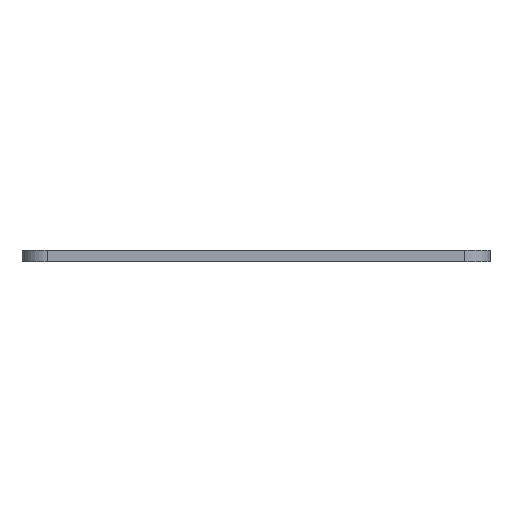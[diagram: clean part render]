
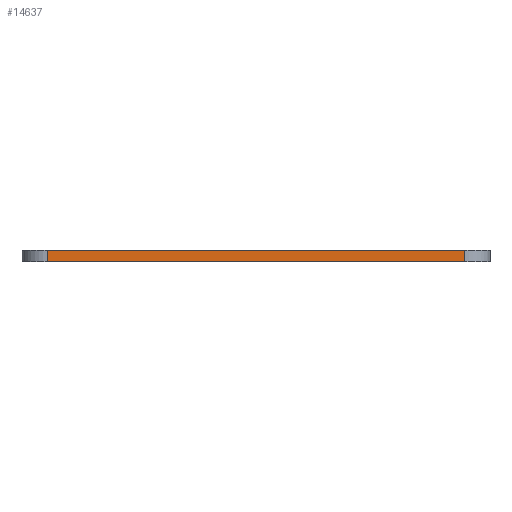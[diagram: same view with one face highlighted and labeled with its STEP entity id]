
A CAD part, front view. The second image highlights one B-rep face of the part: STEP entity #14637.
In plain terms, the highlighted planar face has unit normal (0, -1, 0).
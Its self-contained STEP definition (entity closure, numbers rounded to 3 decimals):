
#84 = PLANE('',#85);
#85 = AXIS2_PLACEMENT_3D('',#86,#87,#88);
#86 = CARTESIAN_POINT('',(207.,-70.498,1.6));
#87 = DIRECTION('',(0.,0.,1.));
#88 = DIRECTION('',(1.,0.,-0.));
#139 = PLANE('',#140);
#140 = AXIS2_PLACEMENT_3D('',#141,#142,#143);
#141 = CARTESIAN_POINT('',(207.,-70.498,0.));
#142 = DIRECTION('',(0.,0.,1.));
#143 = DIRECTION('',(1.,0.,-0.));
#172 = CYLINDRICAL_SURFACE('',#173,3.5);
#173 = AXIS2_PLACEMENT_3D('',#174,#175,#176);
#174 = CARTESIAN_POINT('',(236.,-94.996,0.));
#175 = DIRECTION('',(-0.,-0.,-1.));
#176 = DIRECTION('',(1.,0.,-0.));
#361 = VERTEX_POINT('',#362);
#362 = CARTESIAN_POINT('',(178.,-98.496,0.));
#377 = CYLINDRICAL_SURFACE('',#378,3.5);
#378 = AXIS2_PLACEMENT_3D('',#379,#380,#381);
#379 = CARTESIAN_POINT('',(178.,-94.996,0.));
#380 = DIRECTION('',(-0.,-0.,-1.));
#381 = DIRECTION('',(1.,0.,-0.));
#389 = EDGE_CURVE('',#361,#390,#392,.T.);
#390 = VERTEX_POINT('',#391);
#391 = CARTESIAN_POINT('',(236.,-98.496,0.));
#392 = SURFACE_CURVE('',#393,(#397,#404),.PCURVE_S1.);
#393 = LINE('',#394,#395);
#394 = CARTESIAN_POINT('',(178.,-98.496,0.));
#395 = VECTOR('',#396,1.);
#396 = DIRECTION('',(1.,0.,0.));
#397 = PCURVE('',#139,#398);
#398 = DEFINITIONAL_REPRESENTATION('',(#399),#403);
#399 = LINE('',#400,#401);
#400 = CARTESIAN_POINT('',(-29.,-27.998));
#401 = VECTOR('',#402,1.);
#402 = DIRECTION('',(1.,0.));
#403 = ( GEOMETRIC_REPRESENTATION_CONTEXT(2) 
PARAMETRIC_REPRESENTATION_CONTEXT() REPRESENTATION_CONTEXT('2D SPACE',''
  ) );
#404 = PCURVE('',#405,#410);
#405 = PLANE('',#406);
#406 = AXIS2_PLACEMENT_3D('',#407,#408,#409);
#407 = CARTESIAN_POINT('',(178.,-98.496,0.));
#408 = DIRECTION('',(0.,1.,0.));
#409 = DIRECTION('',(1.,0.,0.));
#410 = DEFINITIONAL_REPRESENTATION('',(#411),#415);
#411 = LINE('',#412,#413);
#412 = CARTESIAN_POINT('',(0.,0.));
#413 = VECTOR('',#414,1.);
#414 = DIRECTION('',(1.,0.));
#415 = ( GEOMETRIC_REPRESENTATION_CONTEXT(2) 
PARAMETRIC_REPRESENTATION_CONTEXT() REPRESENTATION_CONTEXT('2D SPACE',''
  ) );
#8119 = VERTEX_POINT('',#8120);
#8120 = CARTESIAN_POINT('',(178.,-98.496,1.6));
#8142 = EDGE_CURVE('',#8119,#8143,#8145,.T.);
#8143 = VERTEX_POINT('',#8144);
#8144 = CARTESIAN_POINT('',(236.,-98.496,1.6));
#8145 = SURFACE_CURVE('',#8146,(#8150,#8157),.PCURVE_S1.);
#8146 = LINE('',#8147,#8148);
#8147 = CARTESIAN_POINT('',(178.,-98.496,1.6));
#8148 = VECTOR('',#8149,1.);
#8149 = DIRECTION('',(1.,0.,0.));
#8150 = PCURVE('',#84,#8151);
#8151 = DEFINITIONAL_REPRESENTATION('',(#8152),#8156);
#8152 = LINE('',#8153,#8154);
#8153 = CARTESIAN_POINT('',(-29.,-27.998));
#8154 = VECTOR('',#8155,1.);
#8155 = DIRECTION('',(1.,0.));
#8156 = ( GEOMETRIC_REPRESENTATION_CONTEXT(2) 
PARAMETRIC_REPRESENTATION_CONTEXT() REPRESENTATION_CONTEXT('2D SPACE',''
  ) );
#8157 = PCURVE('',#405,#8158);
#8158 = DEFINITIONAL_REPRESENTATION('',(#8159),#8163);
#8159 = LINE('',#8160,#8161);
#8160 = CARTESIAN_POINT('',(0.,-1.6));
#8161 = VECTOR('',#8162,1.);
#8162 = DIRECTION('',(1.,0.));
#8163 = ( GEOMETRIC_REPRESENTATION_CONTEXT(2) 
PARAMETRIC_REPRESENTATION_CONTEXT() REPRESENTATION_CONTEXT('2D SPACE',''
  ) );
#14587 = EDGE_CURVE('',#390,#8143,#14588,.T.);
#14588 = SURFACE_CURVE('',#14589,(#14593,#14600),.PCURVE_S1.);
#14589 = LINE('',#14590,#14591);
#14590 = CARTESIAN_POINT('',(236.,-98.496,0.));
#14591 = VECTOR('',#14592,1.);
#14592 = DIRECTION('',(0.,0.,1.));
#14593 = PCURVE('',#172,#14594);
#14594 = DEFINITIONAL_REPRESENTATION('',(#14595),#14599);
#14595 = LINE('',#14596,#14597);
#14596 = CARTESIAN_POINT('',(-4.712,0.));
#14597 = VECTOR('',#14598,1.);
#14598 = DIRECTION('',(-0.,-1.));
#14599 = ( GEOMETRIC_REPRESENTATION_CONTEXT(2) 
PARAMETRIC_REPRESENTATION_CONTEXT() REPRESENTATION_CONTEXT('2D SPACE',''
  ) );
#14600 = PCURVE('',#405,#14601);
#14601 = DEFINITIONAL_REPRESENTATION('',(#14602),#14606);
#14602 = LINE('',#14603,#14604);
#14603 = CARTESIAN_POINT('',(58.,0.));
#14604 = VECTOR('',#14605,1.);
#14605 = DIRECTION('',(0.,-1.));
#14606 = ( GEOMETRIC_REPRESENTATION_CONTEXT(2) 
PARAMETRIC_REPRESENTATION_CONTEXT() REPRESENTATION_CONTEXT('2D SPACE',''
  ) );
#14637 = ADVANCED_FACE('',(#14638),#405,.F.);
#14638 = FACE_BOUND('',#14639,.F.);
#14639 = EDGE_LOOP('',(#14640,#14661,#14662,#14663));
#14640 = ORIENTED_EDGE('',*,*,#14641,.T.);
#14641 = EDGE_CURVE('',#361,#8119,#14642,.T.);
#14642 = SURFACE_CURVE('',#14643,(#14647,#14654),.PCURVE_S1.);
#14643 = LINE('',#14644,#14645);
#14644 = CARTESIAN_POINT('',(178.,-98.496,0.));
#14645 = VECTOR('',#14646,1.);
#14646 = DIRECTION('',(0.,0.,1.));
#14647 = PCURVE('',#405,#14648);
#14648 = DEFINITIONAL_REPRESENTATION('',(#14649),#14653);
#14649 = LINE('',#14650,#14651);
#14650 = CARTESIAN_POINT('',(0.,0.));
#14651 = VECTOR('',#14652,1.);
#14652 = DIRECTION('',(0.,-1.));
#14653 = ( GEOMETRIC_REPRESENTATION_CONTEXT(2) 
PARAMETRIC_REPRESENTATION_CONTEXT() REPRESENTATION_CONTEXT('2D SPACE',''
  ) );
#14654 = PCURVE('',#377,#14655);
#14655 = DEFINITIONAL_REPRESENTATION('',(#14656),#14660);
#14656 = LINE('',#14657,#14658);
#14657 = CARTESIAN_POINT('',(-4.712,0.));
#14658 = VECTOR('',#14659,1.);
#14659 = DIRECTION('',(-0.,-1.));
#14660 = ( GEOMETRIC_REPRESENTATION_CONTEXT(2) 
PARAMETRIC_REPRESENTATION_CONTEXT() REPRESENTATION_CONTEXT('2D SPACE',''
  ) );
#14661 = ORIENTED_EDGE('',*,*,#8142,.T.);
#14662 = ORIENTED_EDGE('',*,*,#14587,.F.);
#14663 = ORIENTED_EDGE('',*,*,#389,.F.);
